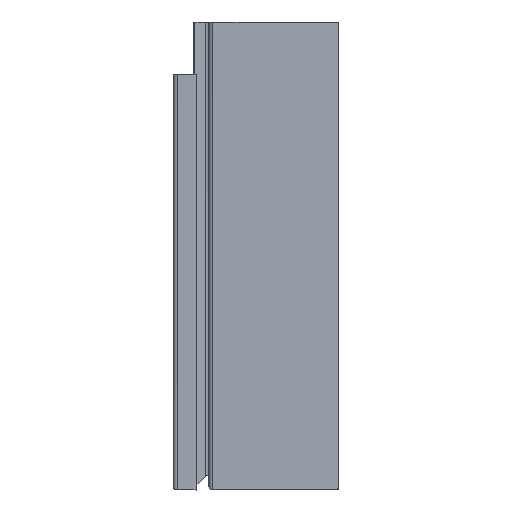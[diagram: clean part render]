
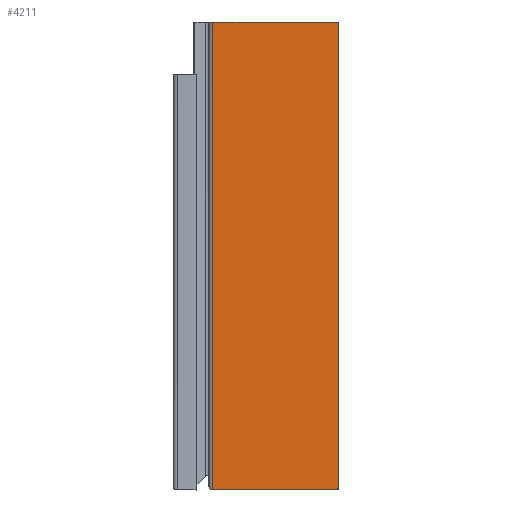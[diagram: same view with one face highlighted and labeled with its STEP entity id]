
A CAD part, left-side view. The second image highlights one B-rep face of the part: STEP entity #4211.
In plain terms, the highlighted planar face has unit normal (-1, 0, 0).
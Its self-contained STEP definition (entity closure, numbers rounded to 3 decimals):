
#97 = EDGE_CURVE ( 'NONE', #4941, #2732, #2264, .T. ) ;
#169 = VERTEX_POINT ( 'NONE', #1830 ) ;
#552 = LINE ( 'NONE', #1960, #2829 ) ;
#1123 = LINE ( 'NONE', #1191, #2251 ) ;
#1158 = CARTESIAN_POINT ( 'NONE',  ( 867.87, 23.028, -50. ) ) ;
#1191 = CARTESIAN_POINT ( 'NONE',  ( 867.87, 24.55, -50. ) ) ;
#1227 = CARTESIAN_POINT ( 'NONE',  ( 867.87, 71.483, -2000. ) ) ;
#1482 = ORIENTED_EDGE ( 'NONE', *, *, #4637, .T. ) ;
#1794 = VERTEX_POINT ( 'NONE', #4503 ) ;
#1830 = CARTESIAN_POINT ( 'NONE',  ( 867.87, 71.483, -50. ) ) ;
#1960 = CARTESIAN_POINT ( 'NONE',  ( 867.87, 24.55, -230. ) ) ;
#2073 = EDGE_LOOP ( 'NONE', ( #1482, #2524, #5142, #3866 ) ) ;
#2251 = VECTOR ( 'NONE', #3730, 1000. ) ;
#2264 = LINE ( 'NONE', #2940, #5315 ) ;
#2524 = ORIENTED_EDGE ( 'NONE', *, *, #4558, .T. ) ;
#2550 = PLANE ( 'NONE',  #3827 ) ;
#2567 = DIRECTION ( 'NONE',  ( -1., 0., 0. ) ) ;
#2700 = DIRECTION ( 'NONE',  ( 0., -1., 0. ) ) ;
#2732 = VERTEX_POINT ( 'NONE', #3689 ) ;
#2829 = VECTOR ( 'NONE', #4891, 1000. ) ;
#2940 = CARTESIAN_POINT ( 'NONE',  ( 867.87, 23.028, -2000. ) ) ;
#2984 = DIRECTION ( 'NONE',  ( 0., 0., -1. ) ) ;
#3250 = VECTOR ( 'NONE', #5400, 1000. ) ;
#3689 = CARTESIAN_POINT ( 'NONE',  ( 867.87, 23.028, -230. ) ) ;
#3730 = DIRECTION ( 'NONE',  ( 0., 1., 0. ) ) ;
#3827 = AXIS2_PLACEMENT_3D ( 'NONE', #5082, #2567, #2700 ) ;
#3866 = ORIENTED_EDGE ( 'NONE', *, *, #4967, .T. ) ;
#4211 = ADVANCED_FACE ( 'NONE', ( #5422 ), #2550, .T. ) ;
#4347 = LINE ( 'NONE', #1227, #3250 ) ;
#4503 = CARTESIAN_POINT ( 'NONE',  ( 867.87, 71.483, -230. ) ) ;
#4558 = EDGE_CURVE ( 'NONE', #1794, #2732, #552, .T. ) ;
#4637 = EDGE_CURVE ( 'NONE', #169, #1794, #4347, .T. ) ;
#4891 = DIRECTION ( 'NONE',  ( 0., -1., 0. ) ) ;
#4941 = VERTEX_POINT ( 'NONE', #1158 ) ;
#4967 = EDGE_CURVE ( 'NONE', #4941, #169, #1123, .T. ) ;
#5082 = CARTESIAN_POINT ( 'NONE',  ( 867.87, 24.55, -2000. ) ) ;
#5142 = ORIENTED_EDGE ( 'NONE', *, *, #97, .F. ) ;
#5315 = VECTOR ( 'NONE', #2984, 1000. ) ;
#5400 = DIRECTION ( 'NONE',  ( 0., 0., -1. ) ) ;
#5422 = FACE_OUTER_BOUND ( 'NONE', #2073, .T. ) ;
